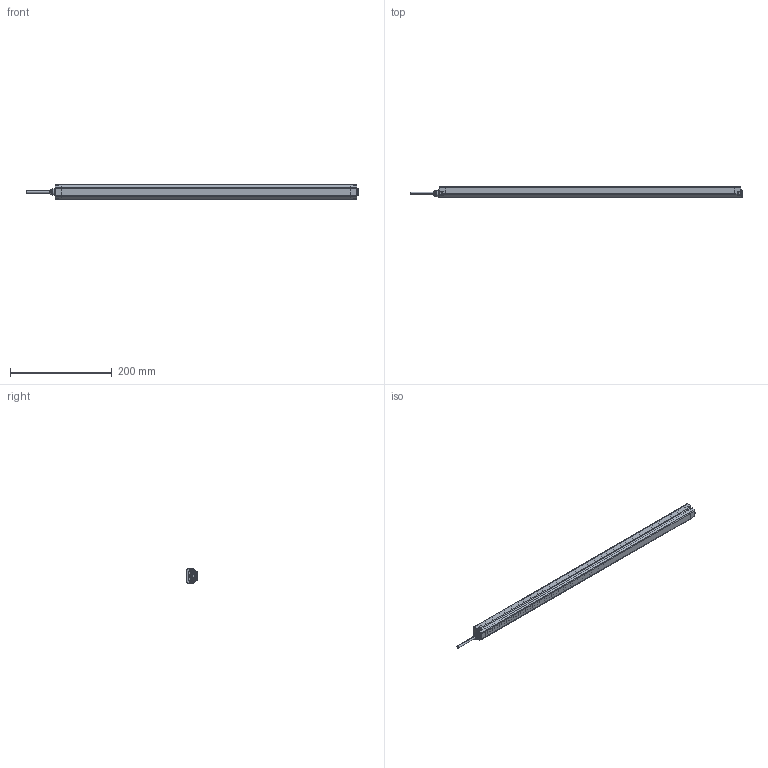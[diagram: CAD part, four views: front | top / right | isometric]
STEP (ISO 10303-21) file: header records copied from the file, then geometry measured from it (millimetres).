
FILE_DESCRIPTION((''),'2;1');
FILE_NAME('157899_SW','2012-12-12T',('banengservice'),('BANNER ENGINEERING'),'PRO/ENGINEER BY PARAMETRIC TECHNOLOGY CORPORATION, 2009141','PRO/ENGINEER BY PARAMETRIC TECHNOLOGY CORPORATION, 2009141','');
FILE_SCHEMA(('CONFIG_CONTROL_DESIGN'));
Length unit declared in the file: inch
Products named in the file (1): 157899_SW
Bounding box: 652.5 x 21.01 x 28 mm (x, y, z)
Volume: 135423.3 mm3; surface area: 150189.5 mm2
Topology: 2 solids, 2 shells, 695 faces, 1762 edges, 1070 vertices
Faces by surface type: plane 248, cylinder 161, cone 132, torus 68, bspline 68, sphere 16, extrusion 2
Entity records: 25715 total; most frequent: CARTESIAN_POINT 9218, ORIENTED_EDGE 3508, DIRECTION 3450, EDGE_CURVE 1754, AXIS2_PLACEMENT_3D 1305, VERTEX_POINT 1070, VECTOR 840, LINE 838
